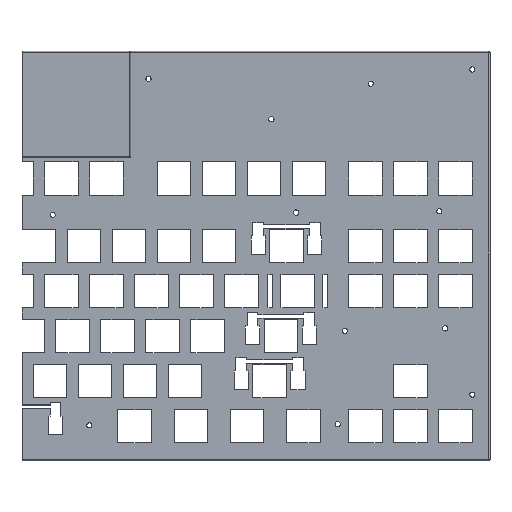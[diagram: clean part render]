
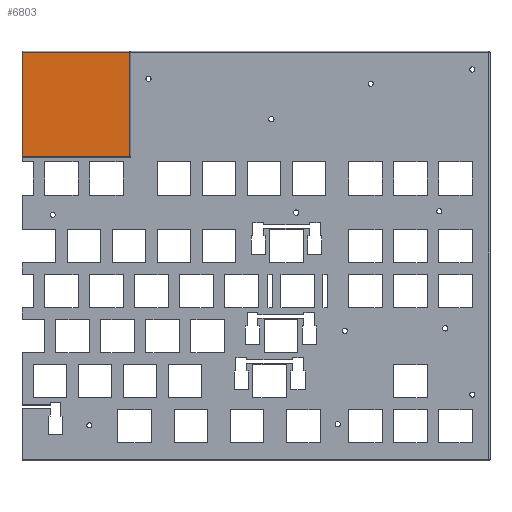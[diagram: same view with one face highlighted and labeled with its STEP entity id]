
A CAD part, top view. The second image highlights one B-rep face of the part: STEP entity #6803.
In plain terms, the highlighted planar face has unit normal (0, 0, 1).
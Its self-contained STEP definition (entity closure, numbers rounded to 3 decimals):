
#143=PLANE('',#7182);
#469=FACE_OUTER_BOUND('',#864,.T.);
#864=EDGE_LOOP('',(#5160,#5161,#5162,#5163));
#1536=LINE('',#9853,#2476);
#1539=LINE('',#9862,#2479);
#1542=LINE('',#9873,#2482);
#1544=LINE('',#9878,#2484);
#2476=VECTOR('',#7887,10.);
#2479=VECTOR('',#7896,10.);
#2482=VECTOR('',#7909,10.);
#2484=VECTOR('',#7917,10.);
#3471=VERTEX_POINT('',#9848);
#3472=VERTEX_POINT('',#9852);
#3475=VERTEX_POINT('',#9860);
#3478=VERTEX_POINT('',#9871);
#4135=EDGE_CURVE('',#3471,#3472,#1536,.T.);
#4140=EDGE_CURVE('',#3475,#3471,#1539,.T.);
#4145=EDGE_CURVE('',#3478,#3475,#1542,.T.);
#4148=EDGE_CURVE('',#3472,#3478,#1544,.T.);
#5160=ORIENTED_EDGE('',*,*,#4145,.F.);
#5161=ORIENTED_EDGE('',*,*,#4148,.F.);
#5162=ORIENTED_EDGE('',*,*,#4135,.F.);
#5163=ORIENTED_EDGE('',*,*,#4140,.F.);
#6803=ADVANCED_FACE('',(#469),#143,.T.);
#7182=AXIS2_PLACEMENT_3D('',#9877,#7915,#7916);
#7887=DIRECTION('',(-1.,0.,0.));
#7896=DIRECTION('',(0.,-1.,0.));
#7909=DIRECTION('',(1.,0.,0.));
#7915=DIRECTION('center_axis',(0.,0.,1.));
#7916=DIRECTION('ref_axis',(1.,0.,0.));
#7917=DIRECTION('',(0.,1.,0.));
#9848=CARTESIAN_POINT('',(523.41,-171.35,8.2));
#9852=CARTESIAN_POINT('',(478.018,-171.35,8.2));
#9853=CARTESIAN_POINT('',(489.491,-171.35,8.2));
#9860=CARTESIAN_POINT('',(523.41,-127.35,8.2));
#9862=CARTESIAN_POINT('',(523.41,-160.6,8.2));
#9871=CARTESIAN_POINT('',(478.018,-127.35,8.2));
#9873=CARTESIAN_POINT('',(586.357,-127.35,8.2));
#9877=CARTESIAN_POINT('Origin',(500.964,-149.35,8.2));
#9878=CARTESIAN_POINT('',(478.018,-169.85,8.2));
